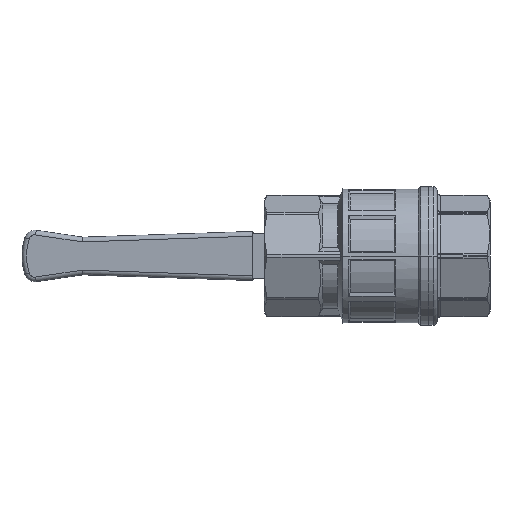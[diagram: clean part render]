
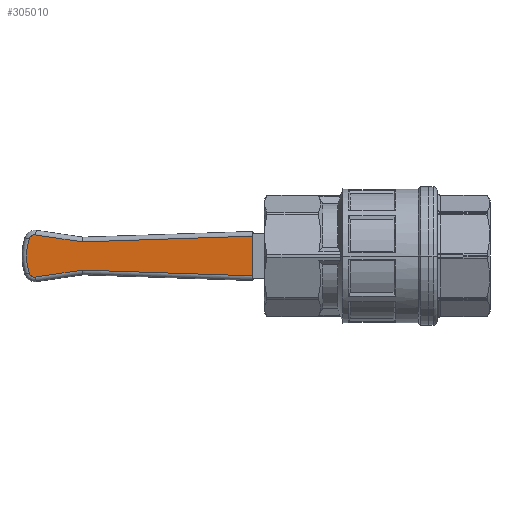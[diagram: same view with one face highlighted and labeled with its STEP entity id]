
A CAD part, front view. The second image highlights one B-rep face of the part: STEP entity #305010.
In plain terms, the highlighted planar face has unit normal (-0.052, -0.999, 0).
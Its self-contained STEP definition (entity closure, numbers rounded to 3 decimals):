
#303140=CARTESIAN_POINT('',(-53.,28.209,-8.433));
#303150=VERTEX_POINT('',#303140);
#303180=CARTESIAN_POINT('',(-53.,28.209,8.433));
#303190=DIRECTION('',(0.,0.,-1.));
#303200=VECTOR('',#303190,1.);
#303210=LINE('',#303180,#303200);
#303220=CARTESIAN_POINT('',(-53.,28.209,8.433));
#303230=VERTEX_POINT('',#303220);
#303240=EDGE_CURVE('',#303230,#303150,#303210,.T.);
#304130=CARTESIAN_POINT('',(-53.,28.209,8.433));
#304140=DIRECTION('',(-0.998,0.052,
-0.034));
#304150=VECTOR('',#304140,1.);
#304160=LINE('',#304130,#304150);
#304170=CARTESIAN_POINT('',(-125.318,31.999,
5.998));
#304180=VERTEX_POINT('',#304170);
#304190=EDGE_CURVE('',#303230,#304180,#304160,.T.);
#304430=CARTESIAN_POINT('',(-151.051,33.348,
0.));
#304440=DIRECTION('',(-0.052,-0.999,0.));
#304450=DIRECTION('',(0.999,-0.052,0.));
#304460=AXIS2_PLACEMENT_3D('',#304430,#304440,#304450);
#304470=PLANE('',#304460);
#304480=CARTESIAN_POINT('',(-145.193,33.041,
-8.944));
#304490=DIRECTION('',(0.988,-0.052,
0.146));
#304500=VECTOR('',#304490,1.);
#304510=LINE('',#304480,#304500);
#304520=CARTESIAN_POINT('',(-145.193,33.041,
-8.944));
#304530=VERTEX_POINT('',#304520);
#304540=CARTESIAN_POINT('',(-125.318,31.999,
-5.998));
#304550=VERTEX_POINT('',#304540);
#304560=EDGE_CURVE('',#304530,#304550,#304510,.T.);
#304570=ORIENTED_EDGE('',*,*,#304560,.T.);
#304580=CARTESIAN_POINT('',(-145.559,33.06,
-6.471));
#304590=DIRECTION('',(-0.052,-0.999,
0.));
#304600=DIRECTION('',(-0.952,0.05,
-0.301));
#304610=AXIS2_PLACEMENT_3D('',#304580,#304590,#304600);
#304620=CIRCLE('',#304610,2.5);
#304630=CARTESIAN_POINT('',(-147.939,33.185,
-7.223));
#304640=VERTEX_POINT('',#304630);
#304650=EDGE_CURVE('',#304640,#304530,#304620,.T.);
#304660=ORIENTED_EDGE('',*,*,#304650,.T.);
#304670=CARTESIAN_POINT('',(-125.084,31.987,
0.));
#304680=DIRECTION('',(-0.052,-0.999,
0.));
#304690=DIRECTION('',(-0.952,0.05,
0.301));
#304700=AXIS2_PLACEMENT_3D('',#304670,#304680,#304690);
#304710=CIRCLE('',#304700,24.);
#304720=CARTESIAN_POINT('',(-147.939,33.185,
7.223));
#304730=VERTEX_POINT('',#304720);
#304740=EDGE_CURVE('',#304730,#304640,#304710,.T.);
#304750=ORIENTED_EDGE('',*,*,#304740,.T.);
#304760=CARTESIAN_POINT('',(-145.559,33.06,
6.471));
#304770=DIRECTION('',(-0.052,-0.999,
0.));
#304780=DIRECTION('',(0.146,-0.008,
0.989));
#304790=AXIS2_PLACEMENT_3D('',#304760,#304770,#304780);
#304800=CIRCLE('',#304790,2.5);
#304810=CARTESIAN_POINT('',(-145.193,33.041,
8.944));
#304820=VERTEX_POINT('',#304810);
#304830=EDGE_CURVE('',#304820,#304730,#304800,.T.);
#304840=ORIENTED_EDGE('',*,*,#304830,.T.);
#304850=CARTESIAN_POINT('',(-125.318,31.999,
5.998));
#304860=DIRECTION('',(-0.988,0.052,
0.146));
#304870=VECTOR('',#304860,1.);
#304880=LINE('',#304850,#304870);
#304890=EDGE_CURVE('',#304180,#304820,#304880,.T.);
#304900=ORIENTED_EDGE('',*,*,#304890,.T.);
#304910=ORIENTED_EDGE('',*,*,#304190,.T.);
#304920=ORIENTED_EDGE('',*,*,#303240,.F.);
#304930=CARTESIAN_POINT('',(-125.318,31.999,
-5.998));
#304940=DIRECTION('',(0.998,-0.052,
-0.034));
#304950=VECTOR('',#304940,1.);
#304960=LINE('',#304930,#304950);
#304970=EDGE_CURVE('',#304550,#303150,#304960,.T.);
#304980=ORIENTED_EDGE('',*,*,#304970,.T.);
#304990=EDGE_LOOP('',(#304980,#304920,#304910,#304900,#304840,#304750,
#304660,#304570));
#305000=FACE_OUTER_BOUND('',#304990,.T.);
#305010=ADVANCED_FACE('',(#305000),#304470,.T.);
